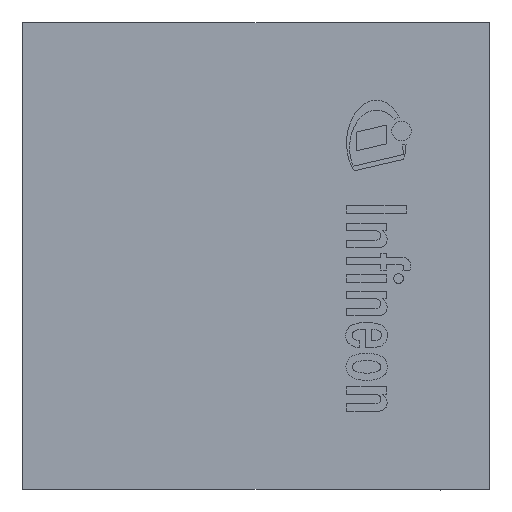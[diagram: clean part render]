
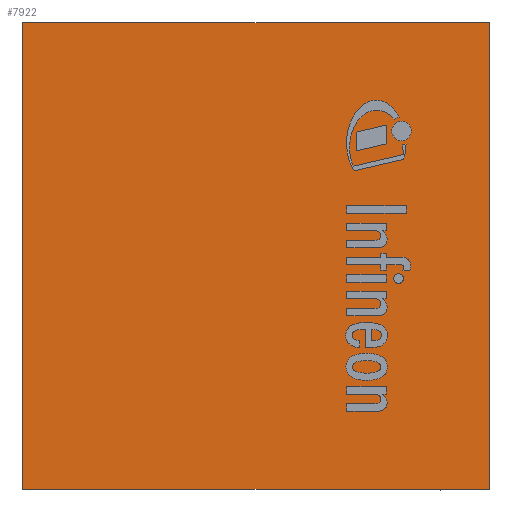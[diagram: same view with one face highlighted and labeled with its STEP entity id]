
A CAD part, top view. The second image highlights one B-rep face of the part: STEP entity #7922.
In plain terms, the highlighted planar face has unit normal (0, 0, 1).
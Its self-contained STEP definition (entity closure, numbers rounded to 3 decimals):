
#692=FACE_OUTER_BOUND('',#1194,.T.);
#1194=EDGE_LOOP('',(#5282,#5283,#5284,#5285));
#1702=LINE('',#11891,#2509);
#1705=LINE('',#11896,#2512);
#1706=LINE('',#11899,#2513);
#1708=LINE('',#11902,#2515);
#2509=VECTOR('',#9351,1.);
#2512=VECTOR('',#9356,1.);
#2513=VECTOR('',#9359,1.);
#2515=VECTOR('',#9363,1.);
#3315=VERTEX_POINT('',#11888);
#3316=VERTEX_POINT('',#11890);
#3317=VERTEX_POINT('',#11894);
#3318=VERTEX_POINT('',#11898);
#4098=EDGE_CURVE('',#3315,#3316,#1702,.T.);
#4101=EDGE_CURVE('',#3317,#3315,#1705,.T.);
#4102=EDGE_CURVE('',#3316,#3318,#1706,.T.);
#4104=EDGE_CURVE('',#3318,#3317,#1708,.T.);
#5282=ORIENTED_EDGE('',*,*,#4098,.F.);
#5283=ORIENTED_EDGE('',*,*,#4101,.F.);
#5284=ORIENTED_EDGE('',*,*,#4104,.F.);
#5285=ORIENTED_EDGE('',*,*,#4102,.F.);
#7601=PLANE('',#8481);
#7922=ADVANCED_FACE('',(#692),#7601,.T.);
#8481=AXIS2_PLACEMENT_3D('',#11903,#9364,#9365);
#9351=DIRECTION('',(-1.,0.,0.));
#9356=DIRECTION('',(0.,-1.,0.));
#9359=DIRECTION('',(0.,1.,0.));
#9363=DIRECTION('',(1.,0.,0.));
#9364=DIRECTION('center_axis',(0.,0.,1.));
#9365=DIRECTION('ref_axis',(0.,1.,0.));
#11888=CARTESIAN_POINT('',(2.99,-2.99,0.85));
#11890=CARTESIAN_POINT('',(-2.99,-2.99,0.85));
#11891=CARTESIAN_POINT('',(-2.99,-2.99,0.85));
#11894=CARTESIAN_POINT('',(2.99,2.99,0.85));
#11896=CARTESIAN_POINT('',(2.99,-2.99,0.85));
#11898=CARTESIAN_POINT('',(-2.99,2.99,0.85));
#11899=CARTESIAN_POINT('',(-2.99,2.99,0.85));
#11902=CARTESIAN_POINT('',(2.99,2.99,0.85));
#11903=CARTESIAN_POINT('Origin',(0.,0.,
0.85));
